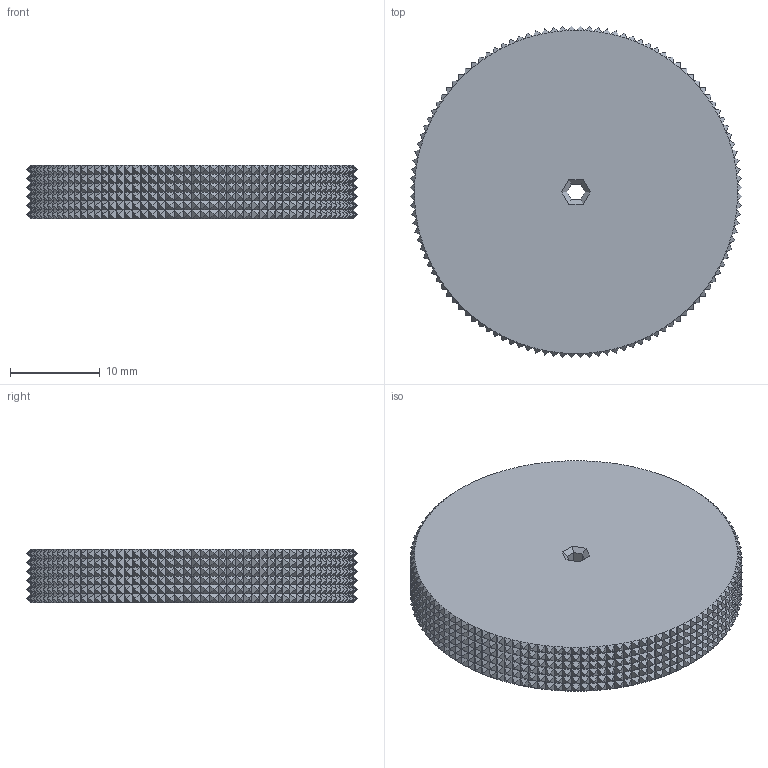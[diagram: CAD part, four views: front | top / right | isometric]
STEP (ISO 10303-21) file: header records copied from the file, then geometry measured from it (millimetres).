
FILE_DESCRIPTION(/* description */ (''),/* implementation_level */ '2;1');
FILE_NAME(/* name */ 'wheel_37MM.stp',/* time_stamp */ '2024-10-01T00:50:34-07:00',/* author */ (''),/* organization */ (''),/* preprocessor_version */ 'ST-DEVELOPER v18.1',/* originating_system */ 'SIEMENS PLM Software NX 1996',/* authorisation */ '');
FILE_SCHEMA (('AUTOMOTIVE_DESIGN { 1 0 10303 214 3 1 1 1 }'));
Products named in the file (1): freg63601562she0
Bounding box: 36.99 x 36.99 x 6 mm (x, y, z)
Volume: 6201 mm3; surface area: 3036.8 mm2
Topology: 1 solids, 1 shells, 1644 faces, 4914 edges, 3272 vertices
Faces by surface type: cone 1392, plane 252
Entity records: 58430 total; most frequent: CARTESIAN_POINT 18183, ORIENTED_EDGE 9828, DIRECTION 6928, EDGE_CURVE 4914, VERTEX_POINT 3272, AXIS2_PLACEMENT_3D 3153, B_SPLINE_CURVE_WITH_KNOTS 2784, EDGE_LOOP 1646
